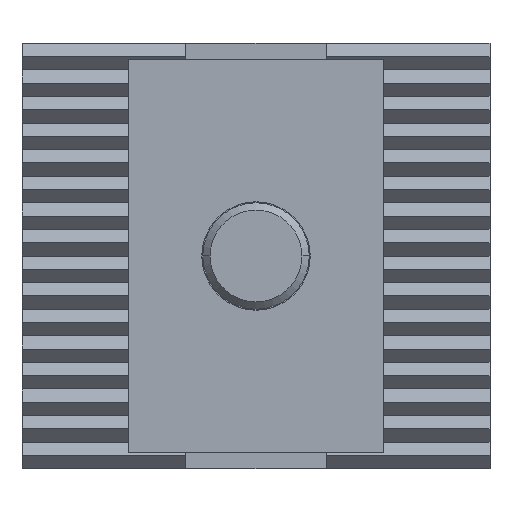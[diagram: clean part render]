
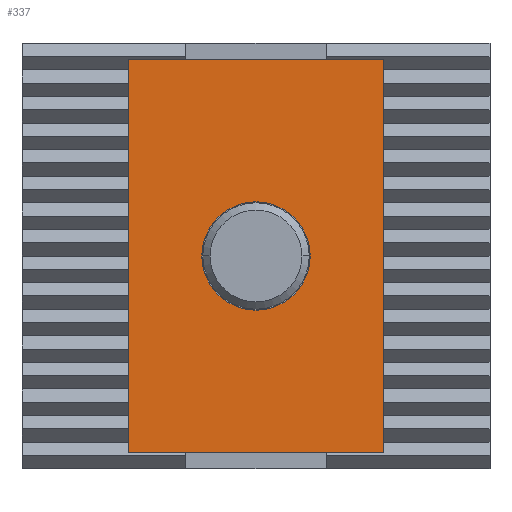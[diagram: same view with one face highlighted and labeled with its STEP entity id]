
A CAD part, front view. The second image highlights one B-rep face of the part: STEP entity #337.
In plain terms, the highlighted planar face has unit normal (0, -1, 0).
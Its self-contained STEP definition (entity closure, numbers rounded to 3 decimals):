
#337=ADVANCED_FACE('',(#683,#684),#685,.F.);
#683=FACE_BOUND('',#1048,.T.);
#684=FACE_OUTER_BOUND('',#1049,.T.);
#685=PLANE('',#1050);
#1048=EDGE_LOOP('',(#2004,#2005));
#1049=EDGE_LOOP('',(#2006,#2007,#2008,#2009));
#1050=AXIS2_PLACEMENT_3D('',#2010,#2011,#2012);
#2004=ORIENTED_EDGE('',*,*,#2520,.T.);
#2005=ORIENTED_EDGE('',*,*,#2518,.T.);
#2006=ORIENTED_EDGE('',*,*,#2547,.F.);
#2007=ORIENTED_EDGE('',*,*,#2550,.F.);
#2008=ORIENTED_EDGE('',*,*,#2539,.F.);
#2009=ORIENTED_EDGE('',*,*,#2551,.T.);
#2010=CARTESIAN_POINT('',(0.0,-21.0,0.0));
#2011=DIRECTION('',(0.0,1.0,0.0));
#2012=DIRECTION('',(0.0,0.0,1.0));
#2518=EDGE_CURVE('',#3100,#3104,#3106,.T.);
#2520=EDGE_CURVE('',#3104,#3100,#3108,.T.);
#2539=EDGE_CURVE('',#3136,#3138,#3139,.T.);
#2547=EDGE_CURVE('',#3148,#3150,#3151,.T.);
#2550=EDGE_CURVE('',#3138,#3148,#3154,.T.);
#2551=EDGE_CURVE('',#3136,#3150,#3155,.T.);
#3100=VERTEX_POINT('',#3963);
#3104=VERTEX_POINT('',#3968);
#3106=CIRCLE('',#3971,5.1);
#3108=CIRCLE('',#3973,5.1);
#3136=VERTEX_POINT('',#4013);
#3138=VERTEX_POINT('',#4016);
#3139=LINE('',#4017,#4018);
#3148=VERTEX_POINT('',#4031);
#3150=VERTEX_POINT('',#4034);
#3151=LINE('',#4035,#4036);
#3154=LINE('',#4040,#4041);
#3155=LINE('',#4042,#4043);
#3963=CARTESIAN_POINT('',(5.1,-21.0,0.));
#3968=CARTESIAN_POINT('',(-5.1,-21.0,0.0));
#3971=AXIS2_PLACEMENT_3D('',#4420,#4421,#4422);
#3973=AXIS2_PLACEMENT_3D('',#4423,#4424,#4425);
#4013=CARTESIAN_POINT('',(-12.0,-21.0,18.5));
#4016=CARTESIAN_POINT('',(12.0,-21.0,18.5));
#4017=CARTESIAN_POINT('',(0.0,-21.0,18.5));
#4018=VECTOR('',#4442,1.0);
#4031=CARTESIAN_POINT('',(12.0,-21.0,-18.5));
#4034=CARTESIAN_POINT('',(-12.0,-21.0,-18.5));
#4035=CARTESIAN_POINT('',(0.0,-21.0,-18.5));
#4036=VECTOR('',#4448,1.0);
#4040=CARTESIAN_POINT('',(12.0,-21.0,0.0));
#4041=VECTOR('',#4450,1.0);
#4042=CARTESIAN_POINT('',(-12.0,-21.0,0.0));
#4043=VECTOR('',#4451,1.0);
#4420=CARTESIAN_POINT('',(0.0,-21.0,0.0));
#4421=DIRECTION('',(-0.0,1.0,0.0));
#4422=DIRECTION('',(1.0,0.0,0.0));
#4423=CARTESIAN_POINT('',(0.0,-21.0,0.0));
#4424=DIRECTION('',(-0.0,1.0,0.0));
#4425=DIRECTION('',(1.0,0.0,0.0));
#4442=DIRECTION('',(1.0,0.0,0.0));
#4448=DIRECTION('',(-1.0,0.0,0.0));
#4450=DIRECTION('',(0.0,0.0,-1.0));
#4451=DIRECTION('',(0.0,0.0,-1.0));
